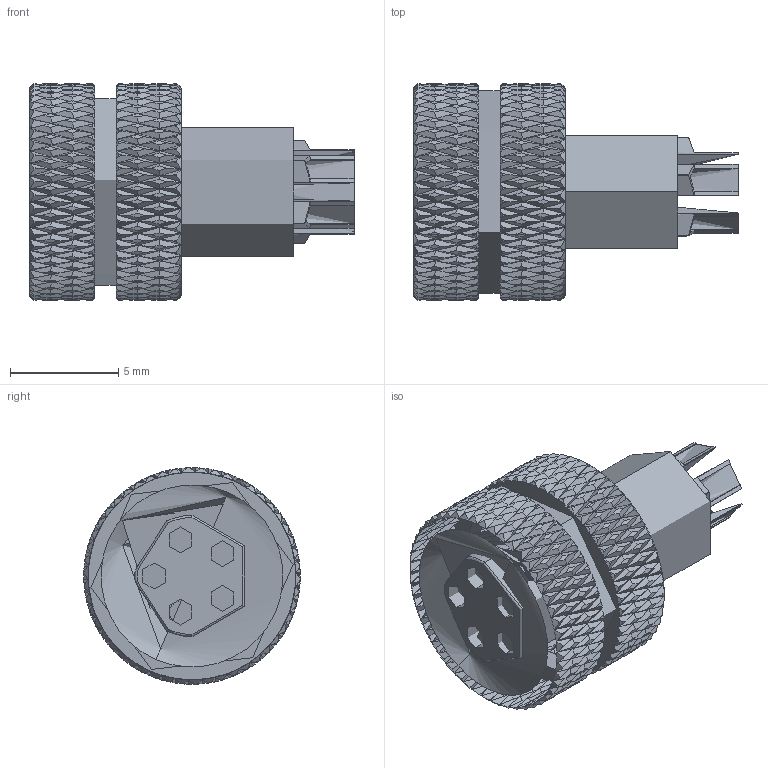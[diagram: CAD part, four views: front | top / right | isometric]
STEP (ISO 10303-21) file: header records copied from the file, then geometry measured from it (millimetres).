
FILE_DESCRIPTION (( 'STEP AP203' ), '1' );
FILE_NAME ('50-01004_revA.STEP', '2023-03-16T23:38:56', ( '' ), ( '' ), 'SwSTEP 2.0', 'SolidWorks 2021', '' );
FILE_SCHEMA (( 'CONFIG_CONTROL_DESIGN' ));
Length unit declared in the file: millimetre
Products named in the file (5): 50-01004-02___; 50-01004-01___; 50-01004-04___; 50-01004-03___; 50-01004_revA
Assembly tree (8 placements, depth 2):
  50-01004_revA
    50-01004-01___
    50-01004-02___
    50-01004-03___  x5
    50-01004-04___
Bounding box: 15 x 10 x 10 mm (x, y, z)
Volume: 275.7 mm3
Topology: 7 solids, 10 shells, 2019 faces, 5582 edges, 3597 vertices
Faces by surface type: bspline 1082, cylinder 536, cone 251, plane 142, torus 8
Entity records: 177582 total; most frequent: CARTESIAN_POINT 143479, ORIENTED_EDGE 9990, EDGE_CURVE 4995, B_SPLINE_CURVE_WITH_KNOTS 3599, VERTEX_POINT 3222, DIRECTION 2664, EDGE_LOOP 1817, ADVANCED_FACE 1791
